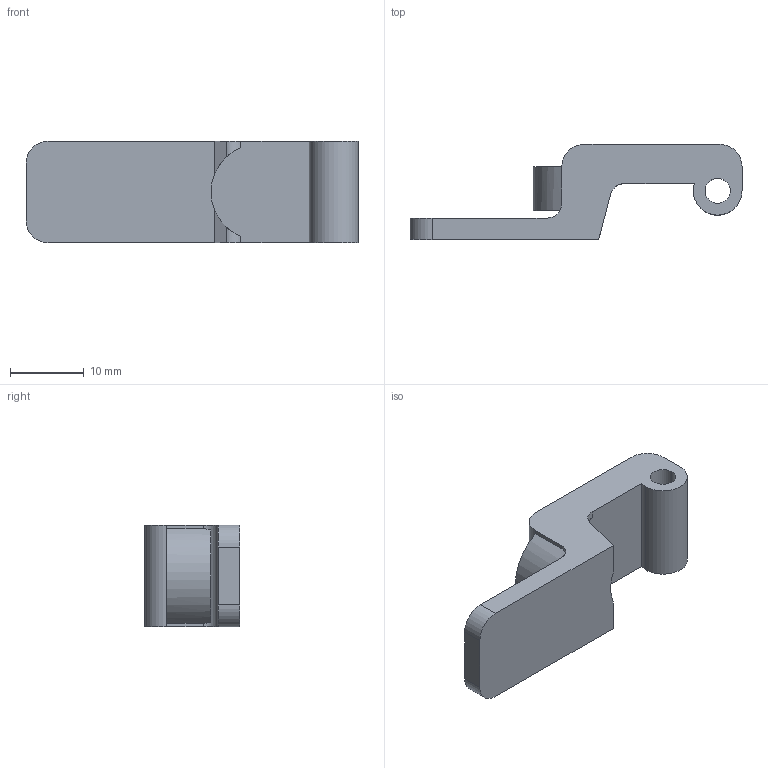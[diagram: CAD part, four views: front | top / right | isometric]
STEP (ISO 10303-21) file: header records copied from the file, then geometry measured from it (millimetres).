
FILE_DESCRIPTION (( 'STEP AP214' ), '1' );
FILE_NAME ('tpu.STEP', '2025-01-23T19:48:43', ( '' ), ( '' ), 'SwSTEP 2.0', 'SolidWorks 2022', '' );
FILE_SCHEMA (( 'AUTOMOTIVE_DESIGN' ));
Length unit declared in the file: millimetre
Products named in the file (1): tpu
Bounding box: 45.04 x 12.9 x 13.8 mm (x, y, z)
Volume: 3393 mm3; surface area: 2439.7 mm2
Topology: 1 solids, 1 shells, 29 faces, 83 edges, 54 vertices
Faces by surface type: plane 15, cylinder 14
Entity records: 1021 total; most frequent: CARTESIAN_POINT 213, ORIENTED_EDGE 166, DIRECTION 161, EDGE_CURVE 83, AXIS2_PLACEMENT_3D 56, VERTEX_POINT 54, VECTOR 49, LINE 49
